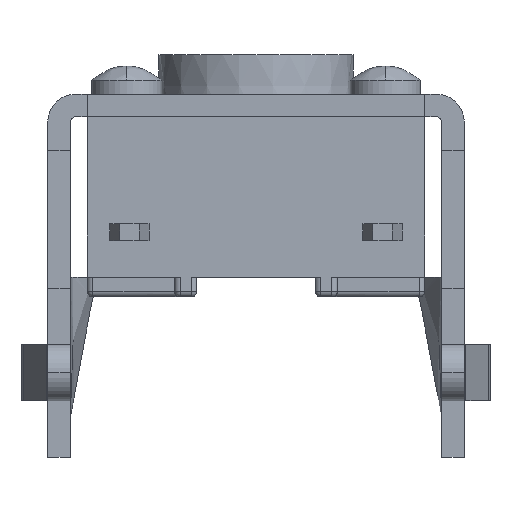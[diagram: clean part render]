
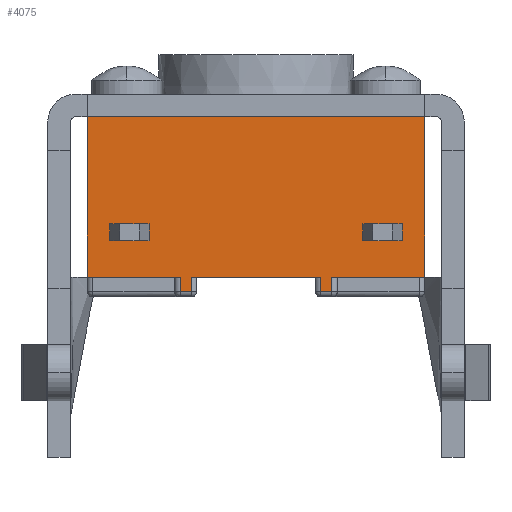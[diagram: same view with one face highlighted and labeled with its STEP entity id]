
A CAD part, front view. The second image highlights one B-rep face of the part: STEP entity #4075.
In plain terms, the highlighted planar face has unit normal (0, -1, 0).
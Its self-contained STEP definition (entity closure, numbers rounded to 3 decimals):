
#16 = CARTESIAN_POINT ( 'NONE',  ( -3., -3., 0. ) ) ;
#68 = VERTEX_POINT ( 'NONE', #5091 ) ;
#157 = VERTEX_POINT ( 'NONE', #4272 ) ;
#180 = ORIENTED_EDGE ( 'NONE', *, *, #3986, .T. ) ;
#287 = ORIENTED_EDGE ( 'NONE', *, *, #3128, .F. ) ;
#357 = DIRECTION ( 'NONE',  ( 0., 0., -1. ) ) ;
#470 = VERTEX_POINT ( 'NONE', #1416 ) ;
#484 = CARTESIAN_POINT ( 'NONE',  ( 1.35, -3., -2.85 ) ) ;
#580 = LINE ( 'NONE', #7199, #4698 ) ;
#666 = VERTEX_POINT ( 'NONE', #3321 ) ;
#774 = CARTESIAN_POINT ( 'NONE',  ( 1.15, -3., -2.85 ) ) ;
#980 = CARTESIAN_POINT ( 'NONE',  ( -3., -3., -3.2 ) ) ;
#982 = VECTOR ( 'NONE', #3465, 1000. ) ;
#994 = EDGE_CURVE ( 'NONE', #6154, #6976, #3164, .T. ) ;
#995 = EDGE_CURVE ( 'NONE', #6705, #3793, #5413, .T. ) ;
#1026 = DIRECTION ( 'NONE',  ( -1., 0., 0. ) ) ;
#1033 = EDGE_CURVE ( 'NONE', #157, #1129, #3706, .T. ) ;
#1129 = VERTEX_POINT ( 'NONE', #16 ) ;
#1158 = EDGE_LOOP ( 'NONE', ( #1616, #6630, #6735, #6163, #180, #5274, #1387, #3823, #1311, #287, #2609, #1954 ) ) ;
#1261 = DIRECTION ( 'NONE',  ( -1., 0., 0. ) ) ;
#1311 = ORIENTED_EDGE ( 'NONE', *, *, #6371, .T. ) ;
#1326 = VECTOR ( 'NONE', #4212, 1000. ) ;
#1361 = CARTESIAN_POINT ( 'NONE',  ( -1.35, -3., -3.1 ) ) ;
#1387 = ORIENTED_EDGE ( 'NONE', *, *, #6292, .F. ) ;
#1416 = CARTESIAN_POINT ( 'NONE',  ( 1.35, -3., -3.1 ) ) ;
#1452 = CARTESIAN_POINT ( 'NONE',  ( -3., -3., -3.2 ) ) ;
#1573 = DIRECTION ( 'NONE',  ( 1., 0., 0. ) ) ;
#1600 = CARTESIAN_POINT ( 'NONE',  ( -1.15, -3., -3.1 ) ) ;
#1616 = ORIENTED_EDGE ( 'NONE', *, *, #6687, .T. ) ;
#1621 = EDGE_CURVE ( 'NONE', #666, #157, #5186, .T. ) ;
#1854 = CARTESIAN_POINT ( 'NONE',  ( -3., -3., -3.1 ) ) ;
#1866 = VECTOR ( 'NONE', #7007, 1000. ) ;
#1888 = DIRECTION ( 'NONE',  ( 0., 0., -1. ) ) ;
#1901 = CARTESIAN_POINT ( 'NONE',  ( 0., -3., -2.85 ) ) ;
#1954 = ORIENTED_EDGE ( 'NONE', *, *, #1621, .F. ) ;
#1969 = CARTESIAN_POINT ( 'NONE',  ( -1.35, -3., -2.85 ) ) ;
#1995 = DIRECTION ( 'NONE',  ( 0., 0., -1. ) ) ;
#2050 = CARTESIAN_POINT ( 'NONE',  ( -3., -3., -3.1 ) ) ;
#2515 = FACE_OUTER_BOUND ( 'NONE', #1158, .T. ) ;
#2537 = VECTOR ( 'NONE', #6547, 1000. ) ;
#2545 = DIRECTION ( 'NONE',  ( 0., -1., 0. ) ) ;
#2609 = ORIENTED_EDGE ( 'NONE', *, *, #1033, .F. ) ;
#2707 = VECTOR ( 'NONE', #1995, 1000. ) ;
#3072 = VERTEX_POINT ( 'NONE', #4435 ) ;
#3128 = EDGE_CURVE ( 'NONE', #1129, #5418, #4359, .T. ) ;
#3164 = LINE ( 'NONE', #7104, #5482 ) ;
#3205 = DIRECTION ( 'NONE',  ( 0., 0., 1. ) ) ;
#3236 = DIRECTION ( 'NONE',  ( -1., 0., 0. ) ) ;
#3289 = LINE ( 'NONE', #5536, #2707 ) ;
#3321 = CARTESIAN_POINT ( 'NONE',  ( -1.35, -3., -2.85 ) ) ;
#3354 = EDGE_CURVE ( 'NONE', #68, #470, #5387, .T. ) ;
#3465 = DIRECTION ( 'NONE',  ( 0., 0., 1. ) ) ;
#3554 = EDGE_CURVE ( 'NONE', #3072, #6345, #5533, .T. ) ;
#3706 = LINE ( 'NONE', #980, #6068 ) ;
#3793 = VERTEX_POINT ( 'NONE', #1600 ) ;
#3823 = ORIENTED_EDGE ( 'NONE', *, *, #994, .F. ) ;
#3986 = EDGE_CURVE ( 'NONE', #3072, #68, #6378, .T. ) ;
#4075 = ADVANCED_FACE ( 'NONE', ( #2515 ), #5278, .T. ) ;
#4079 = VECTOR ( 'NONE', #1261, 1000. ) ;
#4160 = EDGE_CURVE ( 'NONE', #6345, #3793, #580, .T. ) ;
#4212 = DIRECTION ( 'NONE',  ( 0., 0., -1. ) ) ;
#4272 = CARTESIAN_POINT ( 'NONE',  ( -3., -3., -2.85 ) ) ;
#4359 = LINE ( 'NONE', #6612, #5275 ) ;
#4426 = CARTESIAN_POINT ( 'NONE',  ( 0., -3., -2.85 ) ) ;
#4435 = CARTESIAN_POINT ( 'NONE',  ( 1.15, -3., -2.85 ) ) ;
#4698 = VECTOR ( 'NONE', #5016, 1000. ) ;
#4927 = VECTOR ( 'NONE', #1026, 1000. ) ;
#5016 = DIRECTION ( 'NONE',  ( 0., 0., -1. ) ) ;
#5091 = CARTESIAN_POINT ( 'NONE',  ( 1.15, -3., -3.1 ) ) ;
#5186 = LINE ( 'NONE', #1901, #4079 ) ;
#5274 = ORIENTED_EDGE ( 'NONE', *, *, #3354, .T. ) ;
#5275 = VECTOR ( 'NONE', #1573, 1000. ) ;
#5278 = PLANE ( 'NONE',  #7173 ) ;
#5387 = LINE ( 'NONE', #1854, #1866 ) ;
#5413 = LINE ( 'NONE', #2050, #2537 ) ;
#5418 = VERTEX_POINT ( 'NONE', #6296 ) ;
#5482 = VECTOR ( 'NONE', #3236, 1000. ) ;
#5533 = LINE ( 'NONE', #4426, #4927 ) ;
#5536 = CARTESIAN_POINT ( 'NONE',  ( 1.35, -3., -2.85 ) ) ;
#5572 = CARTESIAN_POINT ( 'NONE',  ( -1.15, -3., -2.85 ) ) ;
#5650 = LINE ( 'NONE', #6161, #982 ) ;
#5980 = VECTOR ( 'NONE', #1888, 1000. ) ;
#6068 = VECTOR ( 'NONE', #3205, 1000. ) ;
#6154 = VERTEX_POINT ( 'NONE', #6902 ) ;
#6161 = CARTESIAN_POINT ( 'NONE',  ( 3., -3., -3.2 ) ) ;
#6163 = ORIENTED_EDGE ( 'NONE', *, *, #3554, .F. ) ;
#6292 = EDGE_CURVE ( 'NONE', #6976, #470, #3289, .T. ) ;
#6296 = CARTESIAN_POINT ( 'NONE',  ( 3., -3., 0. ) ) ;
#6345 = VERTEX_POINT ( 'NONE', #5572 ) ;
#6371 = EDGE_CURVE ( 'NONE', #6154, #5418, #5650, .T. ) ;
#6378 = LINE ( 'NONE', #774, #5980 ) ;
#6422 = LINE ( 'NONE', #1969, #1326 ) ;
#6547 = DIRECTION ( 'NONE',  ( 1., 0., 0. ) ) ;
#6612 = CARTESIAN_POINT ( 'NONE',  ( -3., -3., 0. ) ) ;
#6630 = ORIENTED_EDGE ( 'NONE', *, *, #995, .T. ) ;
#6687 = EDGE_CURVE ( 'NONE', #666, #6705, #6422, .T. ) ;
#6705 = VERTEX_POINT ( 'NONE', #1361 ) ;
#6735 = ORIENTED_EDGE ( 'NONE', *, *, #4160, .F. ) ;
#6902 = CARTESIAN_POINT ( 'NONE',  ( 3., -3., -2.85 ) ) ;
#6976 = VERTEX_POINT ( 'NONE', #484 ) ;
#7007 = DIRECTION ( 'NONE',  ( 1., 0., 0. ) ) ;
#7104 = CARTESIAN_POINT ( 'NONE',  ( 0., -3., -2.85 ) ) ;
#7173 = AXIS2_PLACEMENT_3D ( 'NONE', #1452, #2545, #357 ) ;
#7199 = CARTESIAN_POINT ( 'NONE',  ( -1.15, -3., -2.85 ) ) ;
